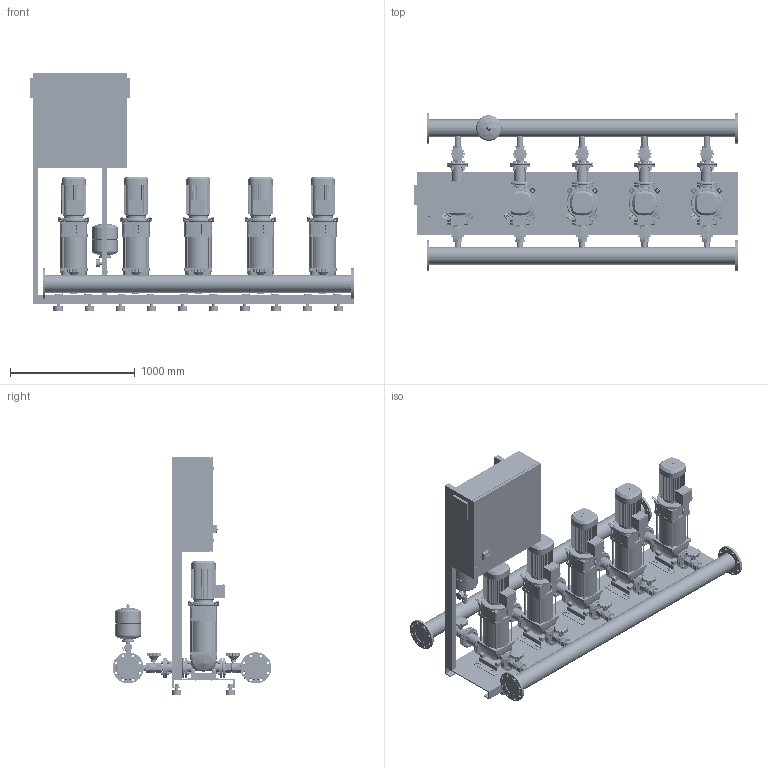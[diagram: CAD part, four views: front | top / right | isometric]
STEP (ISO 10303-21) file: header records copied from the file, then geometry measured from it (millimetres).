
FILE_DESCRIPTION((''),'2;1');
FILE_NAME('3d_COR-5HELIXV2203_K_CC-01-2530569.stp','2016-01-22T13:05:46',(''),(''),'Mechanical Desktop 2009','Mechanical Desktop 2009',', , ');
FILE_SCHEMA(('CONFIG_CONTROL_DESIGN'));
Length unit declared in the file: millimetre
Products named in the file (1): Product
Bounding box: 2600 x 1275 x 1905 mm (x, y, z)
Volume: 451576143.8 mm3; surface area: 22467090.7 mm2
Topology: 265 solids, 265 shells, 9053 faces, 22751 edges, 14781 vertices
Faces by surface type: plane 3699, cylinder 2625, bspline 1927, cone 476, torus 314, sphere 12
Entity records: 303271 total; most frequent: CARTESIAN_POINT 85772, ORIENTED_EDGE 45498, DIRECTION 43836, EDGE_CURVE 22749, AXIS2_PLACEMENT_3D 15208, VERTEX_POINT 14779, VECTOR 13420, LINE 13420
